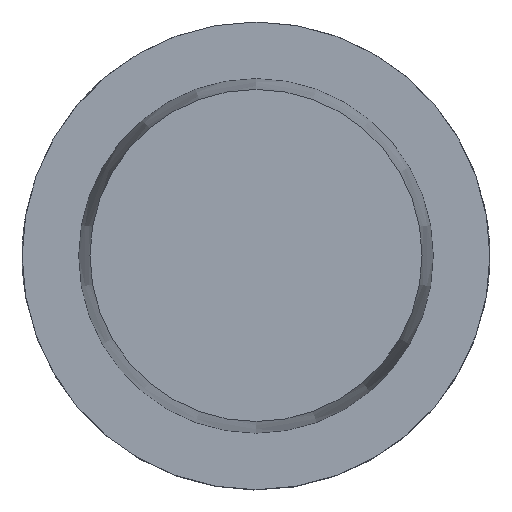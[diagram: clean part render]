
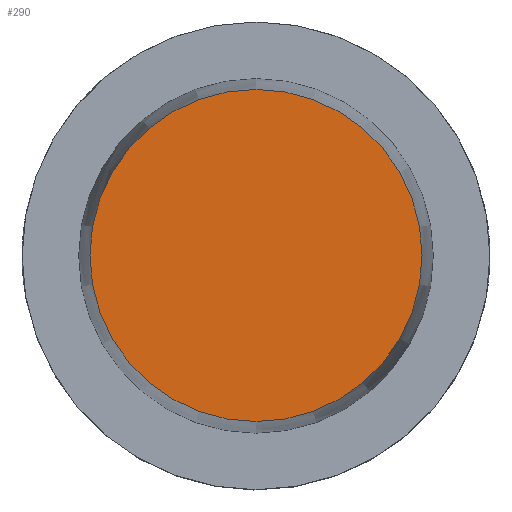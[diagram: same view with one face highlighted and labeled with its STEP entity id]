
A CAD part, top view. The second image highlights one B-rep face of the part: STEP entity #290.
In plain terms, the highlighted planar face has unit normal (0, 0, 1).
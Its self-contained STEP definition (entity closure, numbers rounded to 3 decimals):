
#290=ADVANCED_FACE('240[2]',(#714),#715,.T.);
#314=EDGE_CURVE('240[2]',#749,#749,#750,.T.);
#714=FACE_OUTER_BOUND('',#1294,.T.);
#715=PLANE('',#1295);
#749=VERTEX_POINT('',#1341);
#750=CIRCLE('',#1342,35.5);
#1294=EDGE_LOOP('',(#2258));
#1295=AXIS2_PLACEMENT_3D('',#2259,#2260,#2261);
#1341=CARTESIAN_POINT('',(0.,-35.5,50.0));
#1342=AXIS2_PLACEMENT_3D('',#2304,#2305,#2306);
#2258=ORIENTED_EDGE('',*,*,#314,.F.);
#2259=CARTESIAN_POINT('',(0.,-17.75,50.0));
#2260=DIRECTION('',(0.,0.,1.0));
#2261=DIRECTION('',(1.0,0.,0.0));
#2304=CARTESIAN_POINT('',(0.,0.,50.0));
#2305=DIRECTION('',(0.,0.,-1.0));
#2306=DIRECTION('',(0.,-1.0,0.));
